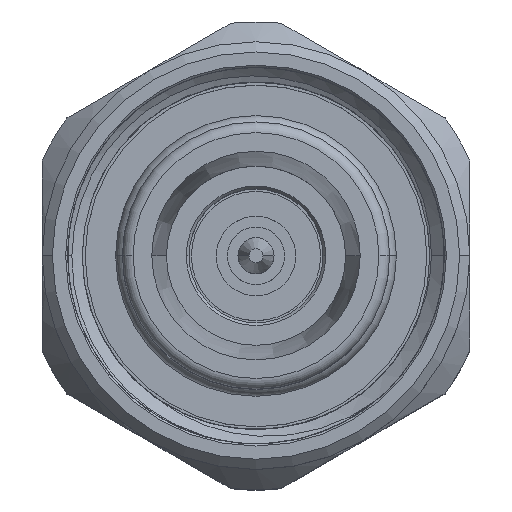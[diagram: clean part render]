
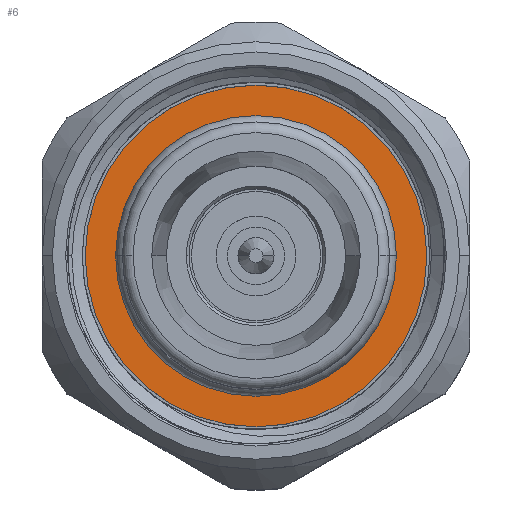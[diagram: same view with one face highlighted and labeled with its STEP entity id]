
A CAD part, top view. The second image highlights one B-rep face of the part: STEP entity #6.
In plain terms, the highlighted face is planar.
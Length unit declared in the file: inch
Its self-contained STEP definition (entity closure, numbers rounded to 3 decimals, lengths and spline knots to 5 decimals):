
#6 = ADVANCED_FACE ( 'NONE', ( #10902, #6161 ), #494, .F. ) ;
#166 = CARTESIAN_POINT ( 'NONE',  ( 0.32457, 0., -0.1889 ) ) ;
#198 = CARTESIAN_POINT ( 'NONE',  ( 0.32457, 0., 0.1889 ) ) ;
#364 = DIRECTION ( 'NONE',  ( -1., 0., 0. ) ) ;
#494 = PLANE ( 'NONE',  #906 ) ;
#849 = CARTESIAN_POINT ( 'NONE',  ( 0.32457, 0., 0. ) ) ;
#906 = AXIS2_PLACEMENT_3D ( 'NONE', #2136, #8363, #3029 ) ;
#1267 = DIRECTION ( 'NONE',  ( 0., 0., 1. ) ) ;
#1283 = EDGE_LOOP ( 'NONE', ( #7167, #6624 ) ) ;
#1409 = CARTESIAN_POINT ( 'NONE',  ( 0.32457, 0., -0.25162 ) ) ;
#1882 = EDGE_CURVE ( 'NONE', #10403, #2619, #10715, .T. ) ;
#2136 = CARTESIAN_POINT ( 'NONE',  ( 0.32457, 0.25162, 0. ) ) ;
#2322 = EDGE_CURVE ( 'NONE', #8617, #2870, #2394, .T. ) ;
#2394 = CIRCLE ( 'NONE', #9899, 0.1889 ) ;
#2448 = AXIS2_PLACEMENT_3D ( 'NONE', #849, #7046, #9565 ) ;
#2578 = CARTESIAN_POINT ( 'NONE',  ( 0.32457, 0., 0.25162 ) ) ;
#2619 = VERTEX_POINT ( 'NONE', #2578 ) ;
#2870 = VERTEX_POINT ( 'NONE', #198 ) ;
#3029 = DIRECTION ( 'NONE',  ( 0., 0., -1. ) ) ;
#3221 = DIRECTION ( 'NONE',  ( -1., 0., 0. ) ) ;
#4484 = EDGE_CURVE ( 'NONE', #2870, #8617, #10196, .T. ) ;
#5005 = CARTESIAN_POINT ( 'NONE',  ( 0.32457, 0., 0. ) ) ;
#5099 = ORIENTED_EDGE ( 'NONE', *, *, #2322, .F. ) ;
#5821 = ORIENTED_EDGE ( 'NONE', *, *, #4484, .F. ) ;
#6037 = AXIS2_PLACEMENT_3D ( 'NONE', #5005, #364, #1267 ) ;
#6057 = CARTESIAN_POINT ( 'NONE',  ( 0.32457, 0., 0. ) ) ;
#6161 = FACE_OUTER_BOUND ( 'NONE', #1283, .T. ) ;
#6537 = EDGE_CURVE ( 'NONE', #2619, #10403, #9199, .T. ) ;
#6624 = ORIENTED_EDGE ( 'NONE', *, *, #1882, .T. ) ;
#6737 = CARTESIAN_POINT ( 'NONE',  ( 0.32457, 0., 0. ) ) ;
#7046 = DIRECTION ( 'NONE',  ( -1., 0., 0. ) ) ;
#7167 = ORIENTED_EDGE ( 'NONE', *, *, #6537, .T. ) ;
#8363 = DIRECTION ( 'NONE',  ( 1., 0., 0. ) ) ;
#8617 = VERTEX_POINT ( 'NONE', #166 ) ;
#8669 = DIRECTION ( 'NONE',  ( 0., 0., 1. ) ) ;
#9199 = CIRCLE ( 'NONE', #11201, 0.25162 ) ;
#9385 = EDGE_LOOP ( 'NONE', ( #5821, #5099 ) ) ;
#9395 = DIRECTION ( 'NONE',  ( 0., 0., 1. ) ) ;
#9565 = DIRECTION ( 'NONE',  ( 0., 0., 1. ) ) ;
#9899 = AXIS2_PLACEMENT_3D ( 'NONE', #6737, #3221, #9395 ) ;
#10196 = CIRCLE ( 'NONE', #6037, 0.1889 ) ;
#10403 = VERTEX_POINT ( 'NONE', #1409 ) ;
#10715 = CIRCLE ( 'NONE', #2448, 0.25162 ) ;
#10902 = FACE_BOUND ( 'NONE', #9385, .T. ) ;
#11201 = AXIS2_PLACEMENT_3D ( 'NONE', #6057, #11298, #8669 ) ;
#11298 = DIRECTION ( 'NONE',  ( -1., 0., 0. ) ) ;
